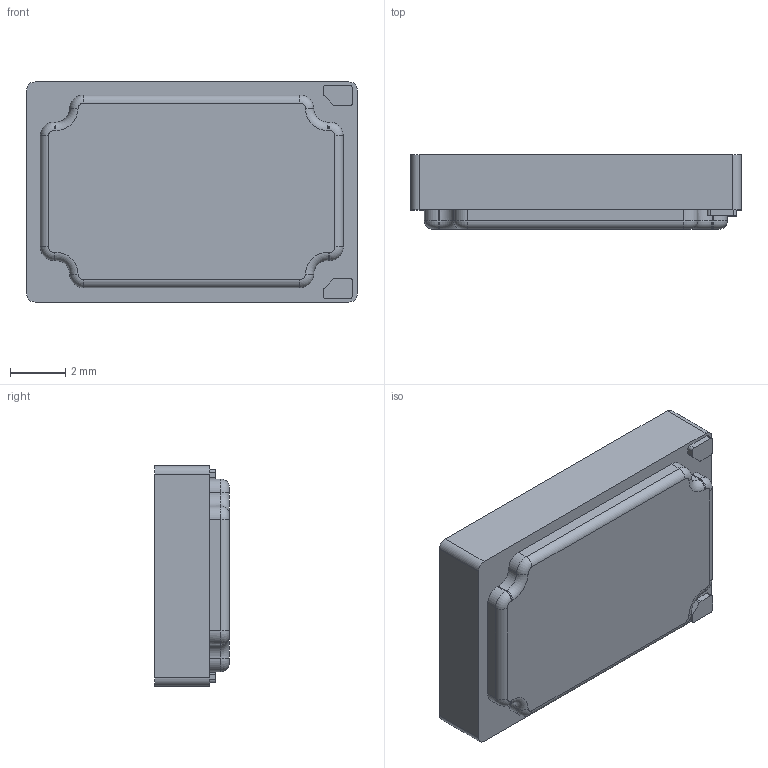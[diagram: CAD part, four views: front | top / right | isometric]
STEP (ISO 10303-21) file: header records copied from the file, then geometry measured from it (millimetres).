
FILE_DESCRIPTION (( 'STEP AP203' ), '1' );
FILE_NAME ('SP-1208.STEP', '2016-09-08T20:47:32', ( 'Gem' ), ( '' ), 'SwSTEP 2.0', 'SolidWorks 2013', '' );
FILE_SCHEMA (( 'CONFIG_CONTROL_DESIGN' ));
Length unit declared in the file: millimetre
Products named in the file (1): SP-1208
Bounding box: 12 x 2.7 x 8 mm (x, y, z)
Volume: 219.9 mm3; surface area: 314.3 mm2
Topology: 1 solids, 1 shells, 93 faces, 240 edges, 154 vertices
Faces by surface type: cylinder 42, plane 33, torus 18
Entity records: 2949 total; most frequent: DIRECTION 548, CARTESIAN_POINT 488, ORIENTED_EDGE 480, EDGE_CURVE 240, AXIS2_PLACEMENT_3D 214, VERTEX_POINT 154, VECTOR 120, CIRCLE 120
